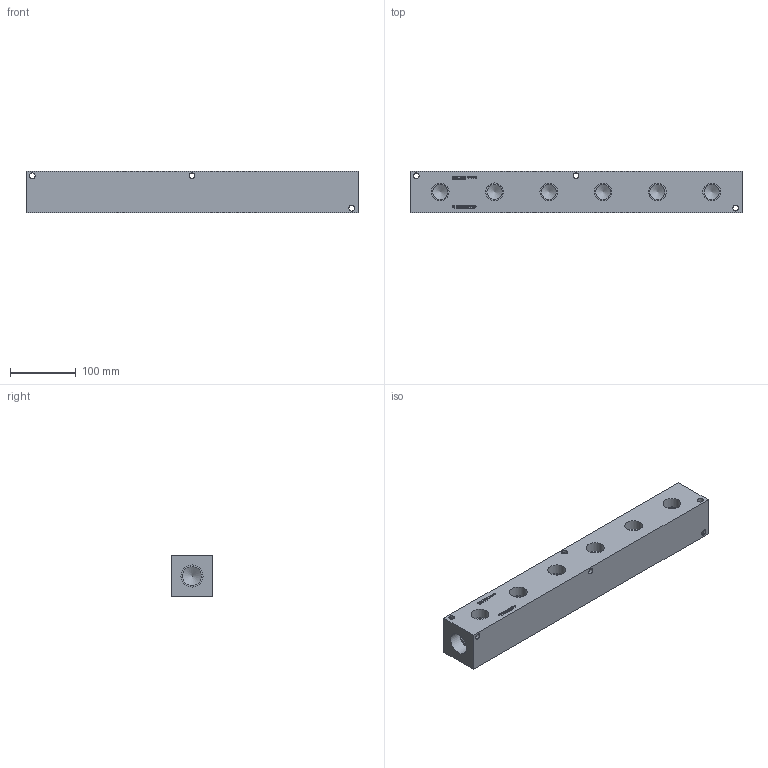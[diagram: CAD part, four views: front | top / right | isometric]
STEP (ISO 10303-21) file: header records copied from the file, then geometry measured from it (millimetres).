
FILE_DESCRIPTION(/* description */ (''),/* implementation_level */ '2;1');
FILE_NAME(/* name */ '_H0000612P.stp',/* time_stamp */ '2020-08-17T11:52:17-04:00',/* author */ ('alexanderw'),/* organization */ (''),/* preprocessor_version */ 'ST-DEVELOPER v17',/* originating_system */ 'Autodesk Inventor 2019',/* authorisation */ '');
FILE_SCHEMA (('AUTOMOTIVE_DESIGN { 1 0 10303 214 3 1 1 }'));
Length unit declared in the file: millimetre
Products named in the file (1): Part_+H0000612P_3D
Bounding box: 504.82 x 63.5 x 63.5 mm (x, y, z)
Volume: 1914139.4 mm3; surface area: 158623.9 mm2
Topology: 1 solids, 1 shells, 352 faces, 964 edges, 644 vertices
Faces by surface type: plane 221, bspline 95, cylinder 28, cone 8
Full cylindrical faces by diameter (mm): 8.738 x12, 23.012 x6, 26.924 x6, 28.575 x2, 33.706 x2
Entity records: 11905 total; most frequent: CARTESIAN_POINT 3188, ORIENTED_EDGE 1912, DIRECTION 1368, EDGE_CURVE 956, LINE 680, VECTOR 680, VERTEX_POINT 644, EDGE_LOOP 408
